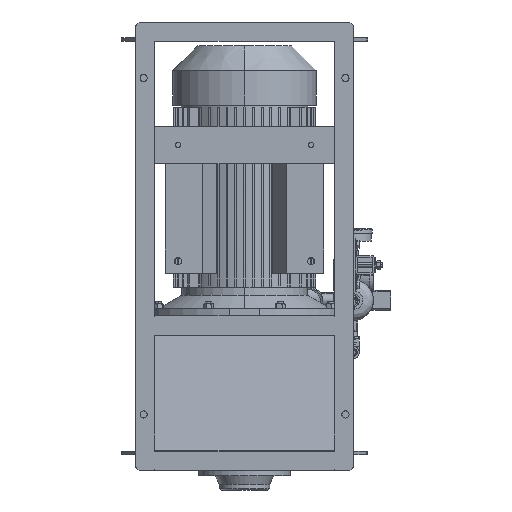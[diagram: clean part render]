
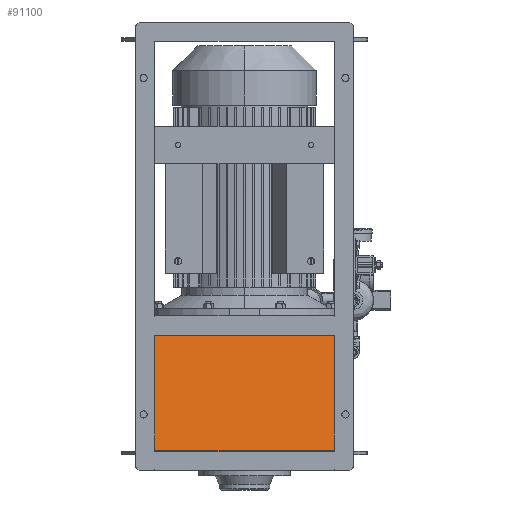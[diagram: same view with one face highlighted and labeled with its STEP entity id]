
A CAD part, front view. The second image highlights one B-rep face of the part: STEP entity #91100.
In plain terms, the highlighted planar face has unit normal (0, -0.985, 0.175).
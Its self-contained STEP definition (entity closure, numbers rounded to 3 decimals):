
#1771 = DIRECTION ( 'NONE',  ( -1., 0., 0. ) ) ;
#5699 = DIRECTION ( 'NONE',  ( 0., 0.175, 0.985 ) ) ;
#8469 = CARTESIAN_POINT ( 'NONE',  ( -240., -298.969, 212. ) ) ;
#12794 = LINE ( 'NONE', #102479, #24222 ) ;
#18992 = CARTESIAN_POINT ( 'NONE',  ( 240., -298.969, 212. ) ) ;
#19018 = CARTESIAN_POINT ( 'NONE',  ( 240., -353.969, -97.472 ) ) ;
#19979 = EDGE_CURVE ( 'NONE', #72623, #38513, #12794, .T. ) ;
#22801 = VERTEX_POINT ( 'NONE', #8469 ) ;
#23489 = EDGE_CURVE ( 'NONE', #38513, #69786, #104411, .T. ) ;
#24222 = VECTOR ( 'NONE', #82571, 1000. ) ;
#31562 = VECTOR ( 'NONE', #110047, 1000. ) ;
#31769 = CARTESIAN_POINT ( 'NONE',  ( 240., -353.969, -97.472 ) ) ;
#37832 = CARTESIAN_POINT ( 'NONE',  ( -240., -353.969, -97.472 ) ) ;
#38513 = VERTEX_POINT ( 'NONE', #71349 ) ;
#40011 = EDGE_LOOP ( 'NONE', ( #108917, #64360, #73383, #85285 ) ) ;
#44193 = LINE ( 'NONE', #18992, #45617 ) ;
#45617 = VECTOR ( 'NONE', #1771, 1000. ) ;
#48066 = AXIS2_PLACEMENT_3D ( 'NONE', #31769, #104782, #5699 ) ;
#56324 = FACE_OUTER_BOUND ( 'NONE', #40011, .T. ) ;
#58839 = LINE ( 'NONE', #37832, #31562 ) ;
#64360 = ORIENTED_EDGE ( 'NONE', *, *, #110125, .T. ) ;
#69786 = VERTEX_POINT ( 'NONE', #102561 ) ;
#71349 = CARTESIAN_POINT ( 'NONE',  ( 240., -353.969, -97.472 ) ) ;
#72623 = VERTEX_POINT ( 'NONE', #112484 ) ;
#73383 = ORIENTED_EDGE ( 'NONE', *, *, #23489, .F. ) ;
#77319 = PLANE ( 'NONE',  #48066 ) ;
#82571 = DIRECTION ( 'NONE',  ( 0., -0.175, -0.985 ) ) ;
#85285 = ORIENTED_EDGE ( 'NONE', *, *, #19979, .F. ) ;
#91100 = ADVANCED_FACE ( 'NONE', ( #56324 ), #77319, .F. ) ;
#93080 = VECTOR ( 'NONE', #101215, 1000. ) ;
#101215 = DIRECTION ( 'NONE',  ( -1., 0., 0. ) ) ;
#102479 = CARTESIAN_POINT ( 'NONE',  ( 240., -353.969, -97.472 ) ) ;
#102561 = CARTESIAN_POINT ( 'NONE',  ( -240., -353.969, -97.472 ) ) ;
#103806 = EDGE_CURVE ( 'NONE', #72623, #22801, #44193, .T. ) ;
#104411 = LINE ( 'NONE', #19018, #93080 ) ;
#104782 = DIRECTION ( 'NONE',  ( 0., 0.985, -0.175 ) ) ;
#108917 = ORIENTED_EDGE ( 'NONE', *, *, #103806, .T. ) ;
#110047 = DIRECTION ( 'NONE',  ( 0., -0.175, -0.985 ) ) ;
#110125 = EDGE_CURVE ( 'NONE', #22801, #69786, #58839, .T. ) ;
#112484 = CARTESIAN_POINT ( 'NONE',  ( 240., -298.969, 212. ) ) ;
